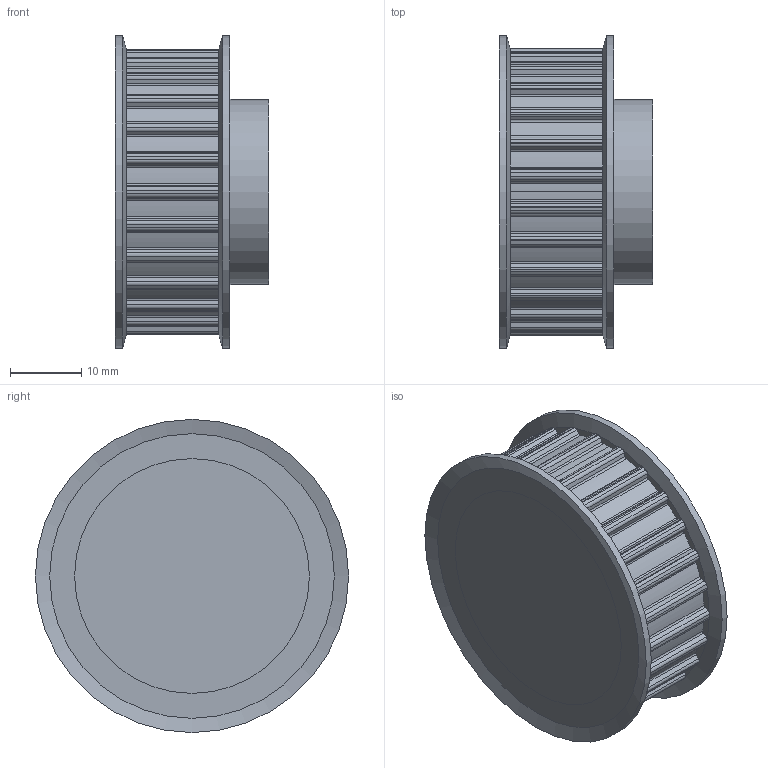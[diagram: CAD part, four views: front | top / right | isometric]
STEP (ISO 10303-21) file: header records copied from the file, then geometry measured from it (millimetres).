
FILE_DESCRIPTION(/* description */ ('Alibre Inc.'),/* implementation_level */ '2;1');
FILE_NAME(/* name */ 'export-2A58E7A4-A285-4A71-9E54-EBC7AB741329',/* time_stamp */ '2024-01-29T12:31:03+01:00',/* author */ (''),/* organization */ (''),/* preprocessor_version */ 'ST-DEVELOPER v17',/* originating_system */ 'Alibre',/* authorisation */ '');
FILE_SCHEMA (('AUTOMOTIVE_DESIGN'));
Length unit declared in the file: millimetre
Products named in the file (3): 60021026BODY; 5030000209; 60021026
Bounding box: 21.54 x 44 x 44 mm (x, y, z)
Volume: 21557.8 mm3; surface area: 8233.6 mm2
Topology: 3 solids, 3 shells, 249 faces, 724 edges, 484 vertices
Faces by surface type: cylinder 184, plane 61, cone 4
Full cylindrical faces by diameter (mm): 26 x1, 33 x4, 44 x2
Entity records: 8046 total; most frequent: DIRECTION 1427, ORIENTED_EDGE 1420, CARTESIAN_POINT 1387, EDGE_CURVE 710, AXIS2_PLACEMENT_3D 573, VERTEX_POINT 474, VECTOR 340, LINE 340
